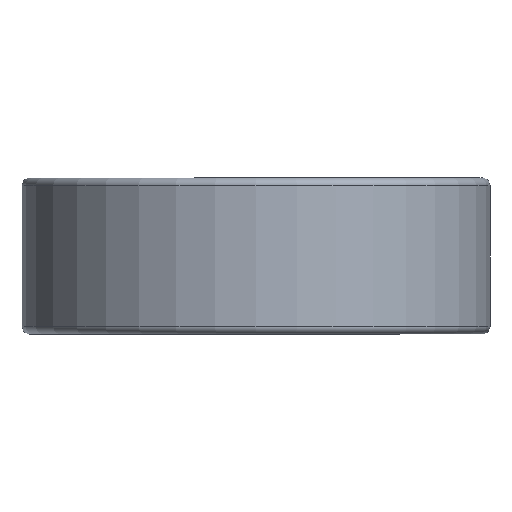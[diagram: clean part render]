
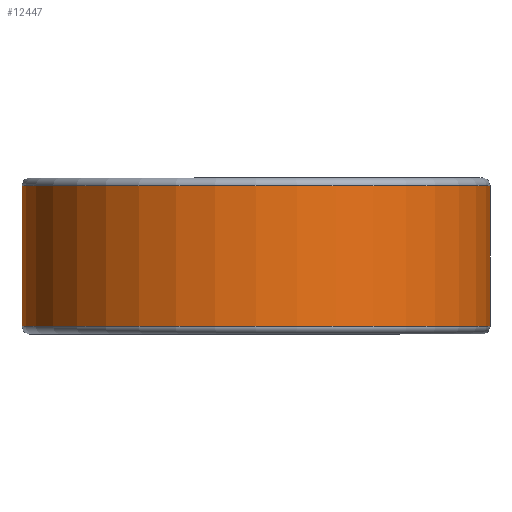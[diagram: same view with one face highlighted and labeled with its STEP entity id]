
A CAD part, front view. The second image highlights one B-rep face of the part: STEP entity #12447.
In plain terms, the highlighted cylindrical face has radius 150 mm (diameter 300 mm), a partial arc.
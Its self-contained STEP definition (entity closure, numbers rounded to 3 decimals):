
#137 = EDGE_CURVE ( 'NONE', #13167, #11396, #13082, .T. ) ;
#988 = DIRECTION ( 'NONE',  ( 0., 0., -1. ) ) ;
#1752 = ORIENTED_EDGE ( 'NONE', *, *, #9649, .T. ) ;
#3388 = DIRECTION ( 'NONE',  ( 0., 0., -1. ) ) ;
#4011 = VERTEX_POINT ( 'NONE', #18636 ) ;
#4481 = EDGE_LOOP ( 'NONE', ( #21757, #19663, #12230, #1752 ) ) ;
#4677 = CIRCLE ( 'NONE', #20549, 150. ) ;
#5604 = EDGE_CURVE ( 'NONE', #8747, #4011, #18668, .T. ) ;
#7715 = DIRECTION ( 'NONE',  ( -1., 0., 0. ) ) ;
#7911 = CARTESIAN_POINT ( 'NONE',  ( -150., 0., 0. ) ) ;
#8112 = CYLINDRICAL_SURFACE ( 'NONE', #14272, 150. ) ;
#8243 = DIRECTION ( 'NONE',  ( -1., 0., 0. ) ) ;
#8747 = VERTEX_POINT ( 'NONE', #17082 ) ;
#8940 = CARTESIAN_POINT ( 'NONE',  ( 150., 0., -45. ) ) ;
#9649 = EDGE_CURVE ( 'NONE', #4011, #11396, #10976, .T. ) ;
#10284 = CARTESIAN_POINT ( 'NONE',  ( 150., 0., 45. ) ) ;
#10406 = VECTOR ( 'NONE', #18534, 1000. ) ;
#10976 = CIRCLE ( 'NONE', #21597, 150. ) ;
#11396 = VERTEX_POINT ( 'NONE', #8940 ) ;
#12230 = ORIENTED_EDGE ( 'NONE', *, *, #5604, .T. ) ;
#12447 = ADVANCED_FACE ( 'NONE', ( #20744 ), #8112, .T. ) ;
#13082 = LINE ( 'NONE', #20184, #10406 ) ;
#13167 = VERTEX_POINT ( 'NONE', #10284 ) ;
#13840 = CARTESIAN_POINT ( 'NONE',  ( 0., 0., 45. ) ) ;
#14272 = AXIS2_PLACEMENT_3D ( 'NONE', #17208, #988, #8243 ) ;
#16485 = DIRECTION ( 'NONE',  ( 0., 0., 1. ) ) ;
#17082 = CARTESIAN_POINT ( 'NONE',  ( -150., 0., 45. ) ) ;
#17208 = CARTESIAN_POINT ( 'NONE',  ( 0., 0., 0. ) ) ;
#17359 = EDGE_CURVE ( 'NONE', #13167, #8747, #4677, .T. ) ;
#18243 = CARTESIAN_POINT ( 'NONE',  ( 0., 0., -45. ) ) ;
#18534 = DIRECTION ( 'NONE',  ( 0., 0., -1. ) ) ;
#18636 = CARTESIAN_POINT ( 'NONE',  ( -150., 0., -45. ) ) ;
#18668 = LINE ( 'NONE', #7911, #21002 ) ;
#19285 = DIRECTION ( 'NONE',  ( 1., 0., 0. ) ) ;
#19663 = ORIENTED_EDGE ( 'NONE', *, *, #17359, .T. ) ;
#20184 = CARTESIAN_POINT ( 'NONE',  ( 150., 0., 0. ) ) ;
#20549 = AXIS2_PLACEMENT_3D ( 'NONE', #13840, #3388, #19285 ) ;
#20744 = FACE_OUTER_BOUND ( 'NONE', #4481, .T. ) ;
#21002 = VECTOR ( 'NONE', #22349, 1000. ) ;
#21597 = AXIS2_PLACEMENT_3D ( 'NONE', #18243, #16485, #7715 ) ;
#21757 = ORIENTED_EDGE ( 'NONE', *, *, #137, .F. ) ;
#22349 = DIRECTION ( 'NONE',  ( 0., 0., -1. ) ) ;
